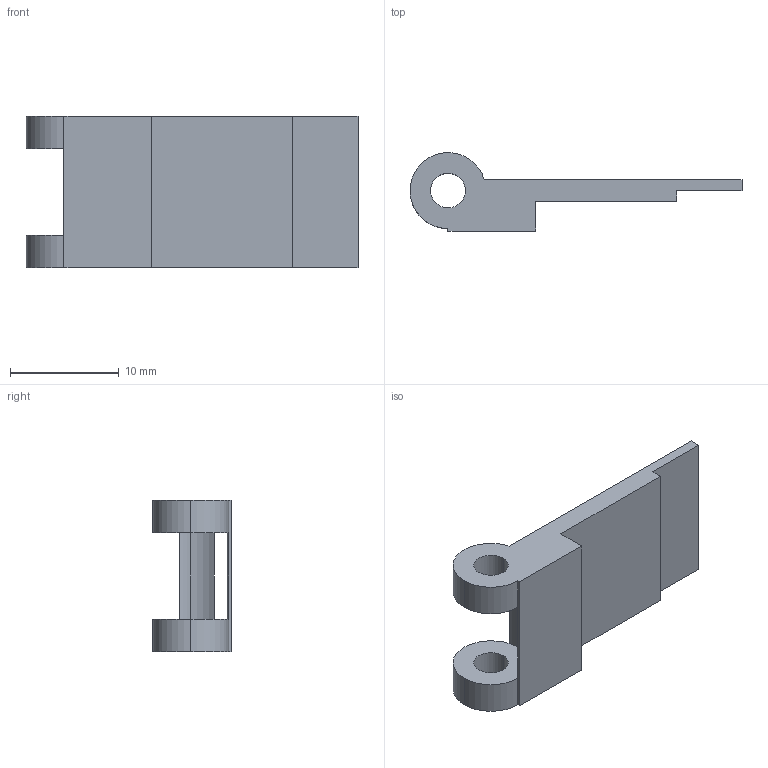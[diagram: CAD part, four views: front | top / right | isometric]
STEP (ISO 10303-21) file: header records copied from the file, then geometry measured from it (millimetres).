
FILE_DESCRIPTION (( 'STEP AP203' ), '1' );
FILE_NAME ('U倰邡嘐隅啣.STEP', '2026-01-22T13:52:15', ( '' ), ( '' ), 'SwSTEP 2.0', 'SolidWorks 2025', '' );
FILE_SCHEMA (( 'CONFIG_CONTROL_DESIGN' ));
Length unit declared in the file: millimetre
Products named in the file (1): U型栓固定板
Bounding box: 30.6 x 7.22 x 14 mm (x, y, z)
Volume: 925.6 mm3; surface area: 1309.4 mm2
Topology: 1 solids, 1 shells, 25 faces, 68 edges, 44 vertices
Faces by surface type: plane 14, cylinder 11
Entity records: 881 total; most frequent: DIRECTION 142, CARTESIAN_POINT 138, ORIENTED_EDGE 136, EDGE_CURVE 68, AXIS2_PLACEMENT_3D 48, VECTOR 46, LINE 46, VERTEX_POINT 44
